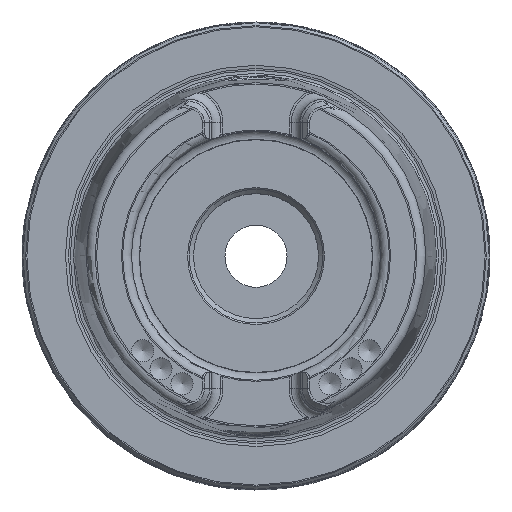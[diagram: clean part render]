
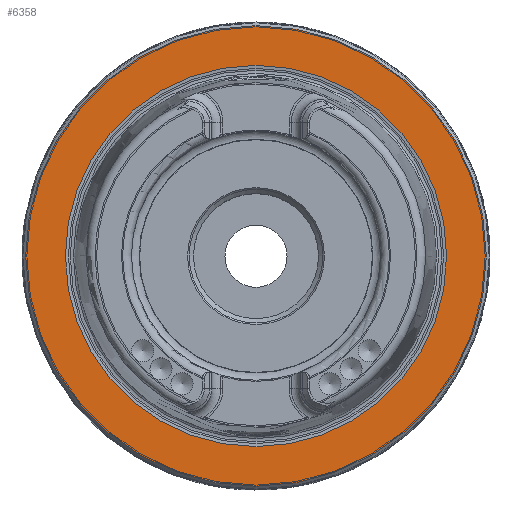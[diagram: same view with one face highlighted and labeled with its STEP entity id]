
A CAD part, top view. The second image highlights one B-rep face of the part: STEP entity #6358.
In plain terms, the highlighted planar face has unit normal (0, 0, 1).
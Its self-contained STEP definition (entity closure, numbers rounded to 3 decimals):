
#601=PLANE('',#6848);
#1605=ORIENTED_EDGE('',*,*,#2349,.T.);
#1606=ORIENTED_EDGE('',*,*,#2346,.F.);
#2346=EDGE_CURVE('',#2827,#2827,#3132,.T.);
#2349=EDGE_CURVE('',#2830,#2830,#3135,.T.);
#2827=VERTEX_POINT('',#9867);
#2830=VERTEX_POINT('',#9876);
#3132=CIRCLE('',#6843,25.782);
#3135=CIRCLE('',#6849,31.15);
#3513=EDGE_LOOP('',(#1605));
#3514=EDGE_LOOP('',(#1606));
#3947=FACE_BOUND('',#3513,.T.);
#3948=FACE_BOUND('',#3514,.T.);
#6358=ADVANCED_FACE('',(#3947,#3948),#601,.T.);
#6843=AXIS2_PLACEMENT_3D('',#9866,#7909,#7910);
#6848=AXIS2_PLACEMENT_3D('',#9874,#7919,#7920);
#6849=AXIS2_PLACEMENT_3D('',#9875,#7921,#7922);
#7909=DIRECTION('',(0.,0.,1.));
#7910=DIRECTION('',(1.,0.,0.));
#7919=DIRECTION('',(0.,0.,1.));
#7920=DIRECTION('',(1.,0.,0.));
#7921=DIRECTION('',(0.,0.,1.));
#7922=DIRECTION('',(1.,0.,0.));
#9866=CARTESIAN_POINT('',(0.,0.,0.2));
#9867=CARTESIAN_POINT('',(25.782,0.,0.2));
#9874=CARTESIAN_POINT('',(25.782,0.,0.2));
#9875=CARTESIAN_POINT('',(0.,0.,0.2));
#9876=CARTESIAN_POINT('',(31.15,0.,0.2));
